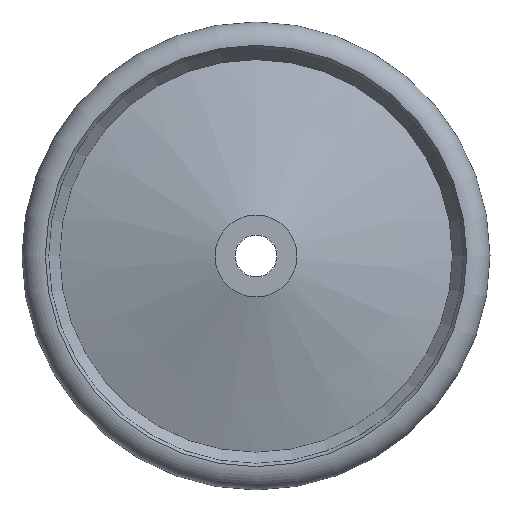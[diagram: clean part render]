
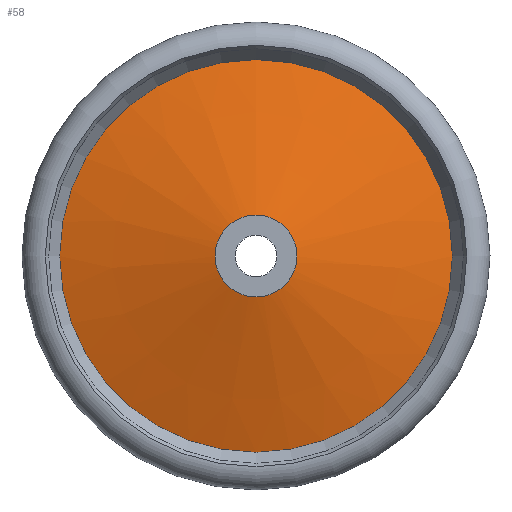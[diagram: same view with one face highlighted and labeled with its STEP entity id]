
A CAD part, left-side view. The second image highlights one B-rep face of the part: STEP entity #58.
In plain terms, the highlighted conical face has half-angle 73.896 degrees and reference radius 151 mm.
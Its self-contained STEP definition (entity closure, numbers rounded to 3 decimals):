
#58 = ADVANCED_FACE( '', ( #122, #123 ), #124, .T. );
#122 = FACE_BOUND( '', #178, .T. );
#123 = FACE_OUTER_BOUND( '', #179, .T. );
#124 = CONICAL_SURFACE( '', #180, 151., 1.29 );
#178 = EDGE_LOOP( '', ( #250 ) );
#179 = EDGE_LOOP( '', ( #251 ) );
#180 = AXIS2_PLACEMENT_3D( '', #252, #253, #254 );
#250 = ORIENTED_EDGE( '', *, *, #276, .F. );
#251 = ORIENTED_EDGE( '', *, *, #256, .T. );
#252 = CARTESIAN_POINT( '', ( 54., 0., 0. ) );
#253 = DIRECTION( '', ( 1., 0., 0. ) );
#254 = DIRECTION( '', ( 0., 0., -1. ) );
#256 = EDGE_CURVE( '', #281, #281, #282, .T. );
#276 = EDGE_CURVE( '', #311, #311, #312, .T. );
#281 = VERTEX_POINT( '', #317 );
#282 = CIRCLE( '', #318, 151. );
#311 = VERTEX_POINT( '', #347 );
#312 = CIRCLE( '', #348, 31.5 );
#317 = CARTESIAN_POINT( '', ( 54., 0., 151. ) );
#318 = AXIS2_PLACEMENT_3D( '', #352, #353, #354 );
#347 = CARTESIAN_POINT( '', ( 19.5, 0., 31.5 ) );
#348 = AXIS2_PLACEMENT_3D( '', #385, #386, #387 );
#352 = CARTESIAN_POINT( '', ( 54., 0., 0. ) );
#353 = DIRECTION( '', ( -1., 0., 0. ) );
#354 = DIRECTION( '', ( 0., 0., 1. ) );
#385 = CARTESIAN_POINT( '', ( 19.5, 0., 0. ) );
#386 = DIRECTION( '', ( -1., 0., 0. ) );
#387 = DIRECTION( '', ( 0., 0., 1. ) );
